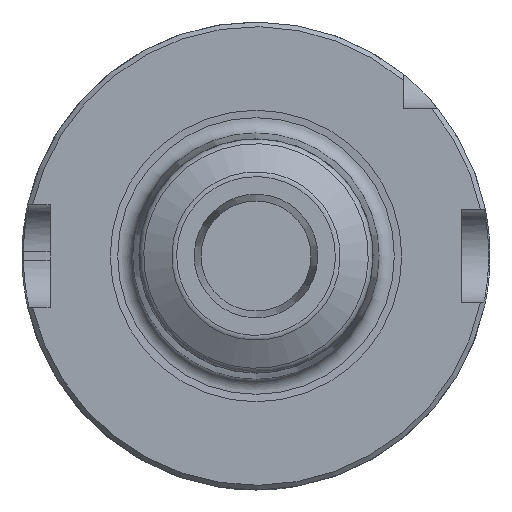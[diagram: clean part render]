
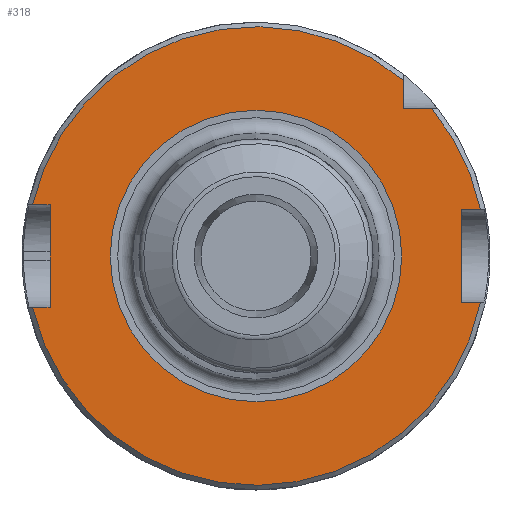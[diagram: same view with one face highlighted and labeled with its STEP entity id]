
A CAD part, left-side view. The second image highlights one B-rep face of the part: STEP entity #318.
In plain terms, the highlighted planar face has unit normal (-1, 0, 0).
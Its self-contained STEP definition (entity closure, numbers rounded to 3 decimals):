
#46=PLANE('',#1552);
#78=FACE_BOUND('',#496,.T.);
#79=FACE_BOUND('',#497,.T.);
#198=LINE('',#2491,#257);
#199=LINE('',#2493,#258);
#200=LINE('',#2495,#259);
#201=LINE('',#2499,#260);
#202=LINE('',#2501,#261);
#203=LINE('',#2503,#262);
#204=LINE('',#2504,#263);
#205=LINE('',#2506,#264);
#257=VECTOR('',#1777,1.);
#258=VECTOR('',#1778,1.);
#259=VECTOR('',#1779,1.);
#260=VECTOR('',#1782,1.);
#261=VECTOR('',#1783,1.);
#262=VECTOR('',#1784,1.);
#263=VECTOR('',#1785,1.);
#264=VECTOR('',#1786,1.);
#318=ADVANCED_FACE('',(#78,#79),#46,.F.);
#496=EDGE_LOOP('',(#769,#770,#771,#772,#773,#774,#775,#776,#777,#778,#779));
#497=EDGE_LOOP('',(#780));
#605=CIRCLE('',#1510,49.);
#607=CIRCLE('',#1513,49.);
#627=CIRCLE('',#1550,49.);
#628=CIRCLE('',#1551,31.145);
#769=ORIENTED_EDGE('',*,*,#1302,.F.);
#770=ORIENTED_EDGE('',*,*,#1303,.F.);
#771=ORIENTED_EDGE('',*,*,#1304,.F.);
#772=ORIENTED_EDGE('',*,*,#1305,.T.);
#773=ORIENTED_EDGE('',*,*,#1306,.F.);
#774=ORIENTED_EDGE('',*,*,#1307,.F.);
#775=ORIENTED_EDGE('',*,*,#1308,.F.);
#776=ORIENTED_EDGE('',*,*,#1232,.T.);
#777=ORIENTED_EDGE('',*,*,#1309,.F.);
#778=ORIENTED_EDGE('',*,*,#1310,.F.);
#779=ORIENTED_EDGE('',*,*,#1236,.T.);
#780=ORIENTED_EDGE('',*,*,#1311,.F.);
#1084=VERTEX_POINT('',#2077);
#1087=VERTEX_POINT('',#2089);
#1091=VERTEX_POINT('',#2104);
#1092=VERTEX_POINT('',#2106);
#1141=VERTEX_POINT('',#2492);
#1142=VERTEX_POINT('',#2494);
#1143=VERTEX_POINT('',#2496);
#1144=VERTEX_POINT('',#2498);
#1145=VERTEX_POINT('',#2500);
#1146=VERTEX_POINT('',#2502);
#1147=VERTEX_POINT('',#2505);
#1148=VERTEX_POINT('',#2508);
#1232=EDGE_CURVE('',#1084,#1087,#605,.T.);
#1236=EDGE_CURVE('',#1092,#1091,#607,.T.);
#1302=EDGE_CURVE('',#1141,#1091,#198,.T.);
#1303=EDGE_CURVE('',#1142,#1141,#199,.T.);
#1304=EDGE_CURVE('',#1143,#1142,#200,.T.);
#1305=EDGE_CURVE('',#1143,#1144,#627,.T.);
#1306=EDGE_CURVE('',#1145,#1144,#201,.T.);
#1307=EDGE_CURVE('',#1146,#1145,#202,.T.);
#1308=EDGE_CURVE('',#1084,#1146,#203,.T.);
#1309=EDGE_CURVE('',#1147,#1087,#204,.T.);
#1310=EDGE_CURVE('',#1092,#1147,#205,.T.);
#1311=EDGE_CURVE('',#1148,#1148,#628,.T.);
#1510=AXIS2_PLACEMENT_3D('',#2090,#1681,#1682);
#1513=AXIS2_PLACEMENT_3D('',#2105,#1687,#1688);
#1550=AXIS2_PLACEMENT_3D('',#2497,#1780,#1781);
#1551=AXIS2_PLACEMENT_3D('',#2507,#1787,#1788);
#1552=AXIS2_PLACEMENT_3D('',#2509,#1789,#1790);
#1681=DIRECTION('',(-1.,0.,0.));
#1682=DIRECTION('',(0.,0.,-1.));
#1687=DIRECTION('',(-1.,0.,0.));
#1688=DIRECTION('',(0.,0.,-1.));
#1777=DIRECTION('',(0.,1.,0.));
#1778=DIRECTION('',(0.,0.,1.));
#1779=DIRECTION('',(0.,-1.,0.));
#1780=DIRECTION('',(-1.,0.,0.));
#1781=DIRECTION('',(0.,0.,-1.));
#1782=DIRECTION('',(0.,-1.,0.));
#1783=DIRECTION('',(0.,0.,-1.));
#1784=DIRECTION('',(0.,1.,0.));
#1785=DIRECTION('',(0.,-1.,0.));
#1786=DIRECTION('',(0.,0.,-1.));
#1787=DIRECTION('',(-1.,0.,0.));
#1788=DIRECTION('',(0.,0.,1.));
#1789=DIRECTION('',(1.,0.,0.));
#1790=DIRECTION('',(0.,0.,-1.));
#2077=CARTESIAN_POINT('',(118.,-47.969,10.));
#2089=CARTESIAN_POINT('',(118.,-37.533,31.5));
#2090=CARTESIAN_POINT('',(118.,0.,0.));
#2104=CARTESIAN_POINT('',(118.,47.749,11.));
#2105=CARTESIAN_POINT('',(118.,0.,0.));
#2106=CARTESIAN_POINT('',(118.,-31.5,37.533));
#2491=CARTESIAN_POINT('',(118.,60.5,11.));
#2492=CARTESIAN_POINT('',(118.,44.,11.));
#2493=CARTESIAN_POINT('',(118.,44.,-1.));
#2494=CARTESIAN_POINT('',(118.,44.,-11.));
#2495=CARTESIAN_POINT('',(118.,60.5,-11.));
#2496=CARTESIAN_POINT('',(118.,47.749,-11.));
#2497=CARTESIAN_POINT('',(118.,0.,0.));
#2498=CARTESIAN_POINT('',(118.,-47.969,-10.));
#2499=CARTESIAN_POINT('',(118.,-60.5,-10.));
#2500=CARTESIAN_POINT('',(118.,-44.,-10.));
#2501=CARTESIAN_POINT('',(118.,-44.,0.));
#2502=CARTESIAN_POINT('',(118.,-44.,10.));
#2503=CARTESIAN_POINT('',(118.,-60.5,10.));
#2504=CARTESIAN_POINT('',(118.,-60.5,31.5));
#2505=CARTESIAN_POINT('',(118.,-31.5,31.5));
#2506=CARTESIAN_POINT('',(118.,-31.5,41.5));
#2507=CARTESIAN_POINT('',(118.,0.,0.));
#2508=CARTESIAN_POINT('',(118.,0.,31.145));
#2509=CARTESIAN_POINT('',(118.,0.,45.85));
